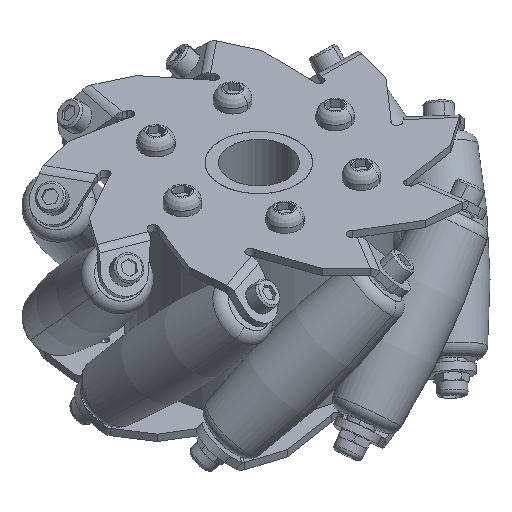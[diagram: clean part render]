
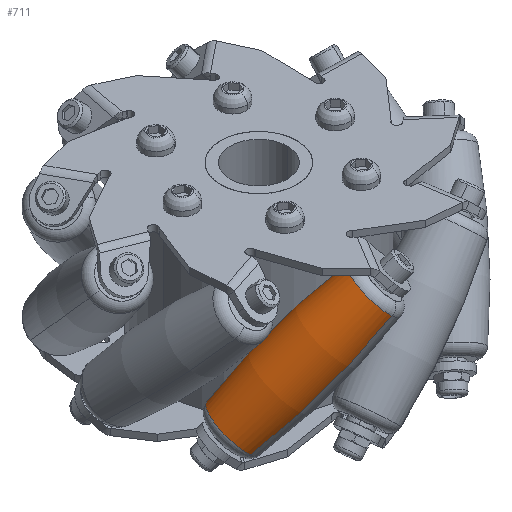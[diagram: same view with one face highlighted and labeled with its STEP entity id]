
A CAD part, isometric view. The second image highlights one B-rep face of the part: STEP entity #711.
In plain terms, the highlighted toroidal (fillet/blend) face has major radius 179.616 mm and minor radius 189.341 mm.
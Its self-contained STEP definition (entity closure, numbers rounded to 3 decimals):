
#240 = ORIENTED_EDGE ( 'NONE', *, *, #6344, .T. ) ;
#277 = AXIS2_PLACEMENT_3D ( 'NONE', #3935, #8615, #9348 ) ;
#415 = DIRECTION ( 'NONE',  ( 1., 0., 0. ) ) ;
#711 = ADVANCED_FACE ( 'NONE', ( #7789 ), #5708, .T. ) ;
#1077 = AXIS2_PLACEMENT_3D ( 'NONE', #1932, #9043, #9769 ) ;
#1196 = ORIENTED_EDGE ( 'NONE', *, *, #7448, .F. ) ;
#1326 = EDGE_CURVE ( 'NONE', #6715, #3710, #9497, .T. ) ;
#1803 = CARTESIAN_POINT ( 'NONE',  ( -22.934, -8.331, 0. ) ) ;
#1838 = CARTESIAN_POINT ( 'NONE',  ( 22.934, 8.331, 0. ) ) ;
#1932 = CARTESIAN_POINT ( 'NONE',  ( 22.934, 0., 0. ) ) ;
#2035 = AXIS2_PLACEMENT_3D ( 'NONE', #9069, #3468, #8289 ) ;
#2234 = CARTESIAN_POINT ( 'NONE',  ( 22.934, -8.331, 0. ) ) ;
#2318 = EDGE_CURVE ( 'NONE', #3710, #8350, #5170, .T. ) ;
#2445 = VERTEX_POINT ( 'NONE', #7033 ) ;
#2899 = ORIENTED_EDGE ( 'NONE', *, *, #1326, .T. ) ;
#3468 = DIRECTION ( 'NONE',  ( 0., 0., -1. ) ) ;
#3555 = DIRECTION ( 'NONE',  ( 0., 1., 0. ) ) ;
#3678 = CIRCLE ( 'NONE', #2035, 189.341 ) ;
#3710 = VERTEX_POINT ( 'NONE', #2234 ) ;
#3935 = CARTESIAN_POINT ( 'NONE',  ( 0., 0., 0. ) ) ;
#4256 = DIRECTION ( 'NONE',  ( 0., 0., 1. ) ) ;
#5071 = DIRECTION ( 'NONE',  ( 0., -1., 0. ) ) ;
#5170 = CIRCLE ( 'NONE', #1077, 8.331 ) ;
#5277 = ORIENTED_EDGE ( 'NONE', *, *, #2318, .T. ) ;
#5708 = TOROIDAL_SURFACE ( 'NONE', #277, -179.616, 189.341 ) ;
#5852 = CARTESIAN_POINT ( 'NONE',  ( 0., 179.616, 0. ) ) ;
#6344 = EDGE_CURVE ( 'NONE', #2445, #6715, #8334, .T. ) ;
#6715 = VERTEX_POINT ( 'NONE', #1803 ) ;
#6868 = AXIS2_PLACEMENT_3D ( 'NONE', #7470, #415, #3555 ) ;
#7033 = CARTESIAN_POINT ( 'NONE',  ( -22.934, 8.331, 0. ) ) ;
#7448 = EDGE_CURVE ( 'NONE', #2445, #8350, #3678, .T. ) ;
#7470 = CARTESIAN_POINT ( 'NONE',  ( -22.934, 0., 0. ) ) ;
#7789 = FACE_OUTER_BOUND ( 'NONE', #8046, .T. ) ;
#8002 = AXIS2_PLACEMENT_3D ( 'NONE', #5852, #4256, #5071 ) ;
#8046 = EDGE_LOOP ( 'NONE', ( #240, #2899, #5277, #1196 ) ) ;
#8289 = DIRECTION ( 'NONE',  ( -1., 0., 0. ) ) ;
#8334 = CIRCLE ( 'NONE', #6868, 8.331 ) ;
#8350 = VERTEX_POINT ( 'NONE', #1838 ) ;
#8615 = DIRECTION ( 'NONE',  ( 1., 0., 0. ) ) ;
#9043 = DIRECTION ( 'NONE',  ( -1., 0., 0. ) ) ;
#9069 = CARTESIAN_POINT ( 'NONE',  ( 0., -179.616, 0. ) ) ;
#9348 = DIRECTION ( 'NONE',  ( 0., 1., 0. ) ) ;
#9497 = CIRCLE ( 'NONE', #8002, 189.341 ) ;
#9769 = DIRECTION ( 'NONE',  ( 0., -1., 0. ) ) ;
